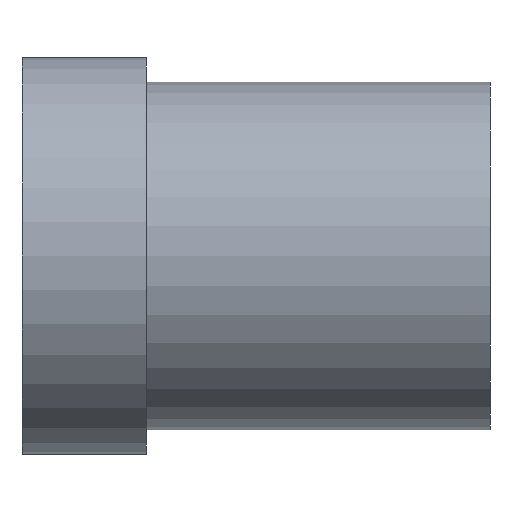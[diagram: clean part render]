
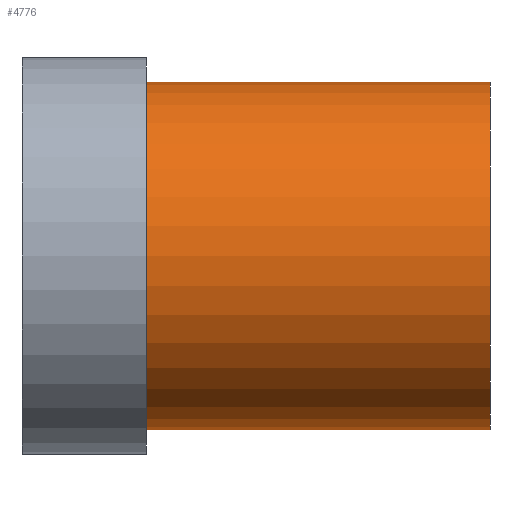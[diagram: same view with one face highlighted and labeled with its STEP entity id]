
A CAD part, left-side view. The second image highlights one B-rep face of the part: STEP entity #4776.
In plain terms, the highlighted cylindrical face has radius 14 mm (diameter 28 mm), a partial arc.
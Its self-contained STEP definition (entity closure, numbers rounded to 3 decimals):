
#229 = DIRECTION ( 'NONE',  ( 0., 1., 0. ) ) ;
#254 = VECTOR ( 'NONE', #6481, 1000. ) ;
#436 = LINE ( 'NONE', #5903, #254 ) ;
#1307 = CARTESIAN_POINT ( 'NONE',  ( 0., 28., 14. ) ) ;
#1831 = CIRCLE ( 'NONE', #5422, 14. ) ;
#1841 = DIRECTION ( 'NONE',  ( 0., 0., 1. ) ) ;
#1849 = DIRECTION ( 'NONE',  ( 0., -1., 0. ) ) ;
#1882 = ORIENTED_EDGE ( 'NONE', *, *, #2076, .F. ) ;
#1943 = DIRECTION ( 'NONE',  ( 0., -1., 0. ) ) ;
#2076 = EDGE_CURVE ( 'NONE', #2423, #3202, #1831, .T. ) ;
#2423 = VERTEX_POINT ( 'NONE', #5465 ) ;
#3202 = VERTEX_POINT ( 'NONE', #1307 ) ;
#3403 = CARTESIAN_POINT ( 'NONE',  ( 0., 28., 0. ) ) ;
#3473 = AXIS2_PLACEMENT_3D ( 'NONE', #3403, #1849, #6519 ) ;
#3511 = VERTEX_POINT ( 'NONE', #5748 ) ;
#3560 = DIRECTION ( 'NONE',  ( 0., -1., 0. ) ) ;
#3729 = CYLINDRICAL_SURFACE ( 'NONE', #3473, 14. ) ;
#3733 = ORIENTED_EDGE ( 'NONE', *, *, #6438, .T. ) ;
#4006 = EDGE_LOOP ( 'NONE', ( #5841, #1882, #3733, #6541 ) ) ;
#4111 = CARTESIAN_POINT ( 'NONE',  ( 0., 28., -14. ) ) ;
#4122 = CARTESIAN_POINT ( 'NONE',  ( 0., 0.303, -14. ) ) ;
#4124 = DIRECTION ( 'NONE',  ( 0., 0., -1. ) ) ;
#4393 = VECTOR ( 'NONE', #3560, 1000. ) ;
#4443 = CARTESIAN_POINT ( 'NONE',  ( 0., 28., 0. ) ) ;
#4642 = EDGE_CURVE ( 'NONE', #3511, #6279, #4680, .T. ) ;
#4680 = CIRCLE ( 'NONE', #5145, 14. ) ;
#4776 = ADVANCED_FACE ( 'NONE', ( #6572 ), #3729, .T. ) ;
#5140 = CARTESIAN_POINT ( 'NONE',  ( 0., 0.303, 0. ) ) ;
#5145 = AXIS2_PLACEMENT_3D ( 'NONE', #5140, #1943, #4124 ) ;
#5329 = LINE ( 'NONE', #4111, #4393 ) ;
#5422 = AXIS2_PLACEMENT_3D ( 'NONE', #4443, #229, #1841 ) ;
#5465 = CARTESIAN_POINT ( 'NONE',  ( 0., 28., -14. ) ) ;
#5579 = EDGE_CURVE ( 'NONE', #3202, #3511, #436, .T. ) ;
#5748 = CARTESIAN_POINT ( 'NONE',  ( 0., 0.303, 14. ) ) ;
#5841 = ORIENTED_EDGE ( 'NONE', *, *, #5579, .F. ) ;
#5903 = CARTESIAN_POINT ( 'NONE',  ( 0., 28., 14. ) ) ;
#6279 = VERTEX_POINT ( 'NONE', #4122 ) ;
#6438 = EDGE_CURVE ( 'NONE', #2423, #6279, #5329, .T. ) ;
#6481 = DIRECTION ( 'NONE',  ( 0., -1., 0. ) ) ;
#6519 = DIRECTION ( 'NONE',  ( 0., 0., -1. ) ) ;
#6541 = ORIENTED_EDGE ( 'NONE', *, *, #4642, .F. ) ;
#6572 = FACE_OUTER_BOUND ( 'NONE', #4006, .T. ) ;
